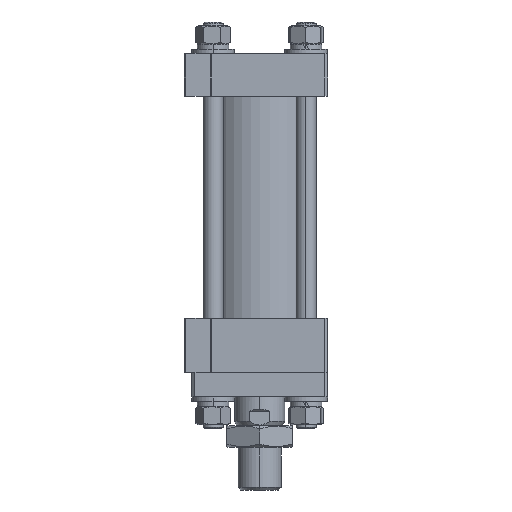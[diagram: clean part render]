
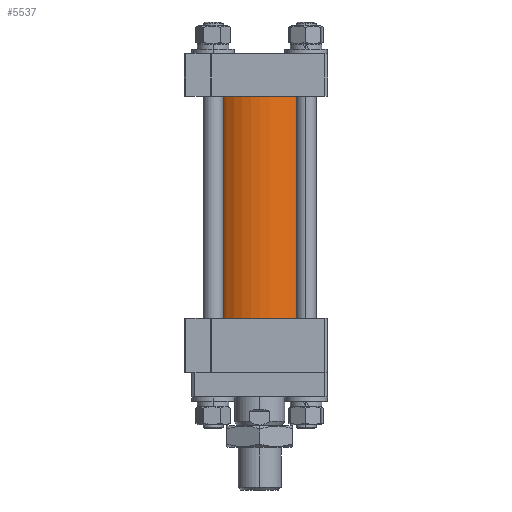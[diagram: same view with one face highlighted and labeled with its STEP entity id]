
A CAD part, left-side view. The second image highlights one B-rep face of the part: STEP entity #5537.
In plain terms, the highlighted cylindrical face has radius 37.5 mm (diameter 75 mm), a partial arc.
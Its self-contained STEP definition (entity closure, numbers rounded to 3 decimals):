
#200 = VERTEX_POINT ( 'NONE', #1745 ) ;
#245 = VERTEX_POINT ( 'NONE', #1549 ) ;
#365 = FACE_OUTER_BOUND ( 'NONE', #1109, .T. ) ;
#369 = CYLINDRICAL_SURFACE ( 'NONE', #5996, 37.5 ) ;
#1109 = EDGE_LOOP ( 'NONE', ( #3051, #3052, #3053, #3054 ) ) ;
#1549 = CARTESIAN_POINT ( 'NONE',  ( 0., 0., 37.5 ) ) ;
#1745 = CARTESIAN_POINT ( 'NONE',  ( 0., 0., -37.5 ) ) ;
#1893 = CARTESIAN_POINT ( 'NONE',  ( 0., 155., 37.5 ) ) ;
#1897 = CARTESIAN_POINT ( 'NONE',  ( 0., 155., -37.5 ) ) ;
#3051 = ORIENTED_EDGE ( 'NONE', *, *, #3806, .F. ) ;
#3052 = ORIENTED_EDGE ( 'NONE', *, *, #3810, .F. ) ;
#3053 = ORIENTED_EDGE ( 'NONE', *, *, #3808, .T. ) ;
#3054 = ORIENTED_EDGE ( 'NONE', *, *, #3812, .T. ) ;
#3260 = DIRECTION ( 'NONE',  ( 0., -1., 0. ) ) ;
#3264 = DIRECTION ( 'NONE',  ( 0., -1., 0. ) ) ;
#3265 = CARTESIAN_POINT ( 'NONE',  ( 0., 155., 37.5 ) ) ;
#3269 = CARTESIAN_POINT ( 'NONE',  ( 0., 155., -37.5 ) ) ;
#3276 = CARTESIAN_POINT ( 'NONE',  ( 0., 155., 0. ) ) ;
#3277 = DIRECTION ( 'NONE',  ( 0., 1., 0. ) ) ;
#3278 = DIRECTION ( 'NONE',  ( 0., 0., 1. ) ) ;
#3282 = CARTESIAN_POINT ( 'NONE',  ( 0., 0., 0. ) ) ;
#3283 = DIRECTION ( 'NONE',  ( 0., 1., 0. ) ) ;
#3284 = DIRECTION ( 'NONE',  ( 0., 0., 1. ) ) ;
#3806 = EDGE_CURVE ( 'NONE', #4950, #245, #4373, .T. ) ;
#3808 = EDGE_CURVE ( 'NONE', #4954, #200, #4382, .T. ) ;
#3810 = EDGE_CURVE ( 'NONE', #4954, #4950, #4385, .T. ) ;
#3812 = EDGE_CURVE ( 'NONE', #200, #245, #4387, .T. ) ;
#3932 = AXIS2_PLACEMENT_3D ( 'NONE', #3276, #3277, #3278 ) ;
#3934 = AXIS2_PLACEMENT_3D ( 'NONE', #3282, #3283, #3284 ) ;
#4373 = LINE ( 'NONE', #3265, #4381 ) ;
#4381 = VECTOR ( 'NONE', #3260, 1000. ) ;
#4382 = LINE ( 'NONE', #3269, #4384 ) ;
#4384 = VECTOR ( 'NONE', #3264, 1000. ) ;
#4385 = CIRCLE ( 'NONE', #3932, 37.5 ) ;
#4387 = CIRCLE ( 'NONE', #3934, 37.5 ) ;
#4950 = VERTEX_POINT ( 'NONE', #1893 ) ;
#4954 = VERTEX_POINT ( 'NONE', #1897 ) ;
#5537 = ADVANCED_FACE ( 'NONE', ( #365 ), #369, .T. ) ;
#5996 = AXIS2_PLACEMENT_3D ( 'NONE', #6527, #6526, #6523 ) ;
#6523 = DIRECTION ( 'NONE',  ( 0., 0., -1. ) ) ;
#6526 = DIRECTION ( 'NONE',  ( 0., -1., 0. ) ) ;
#6527 = CARTESIAN_POINT ( 'NONE',  ( 0., 155., 0. ) ) ;
